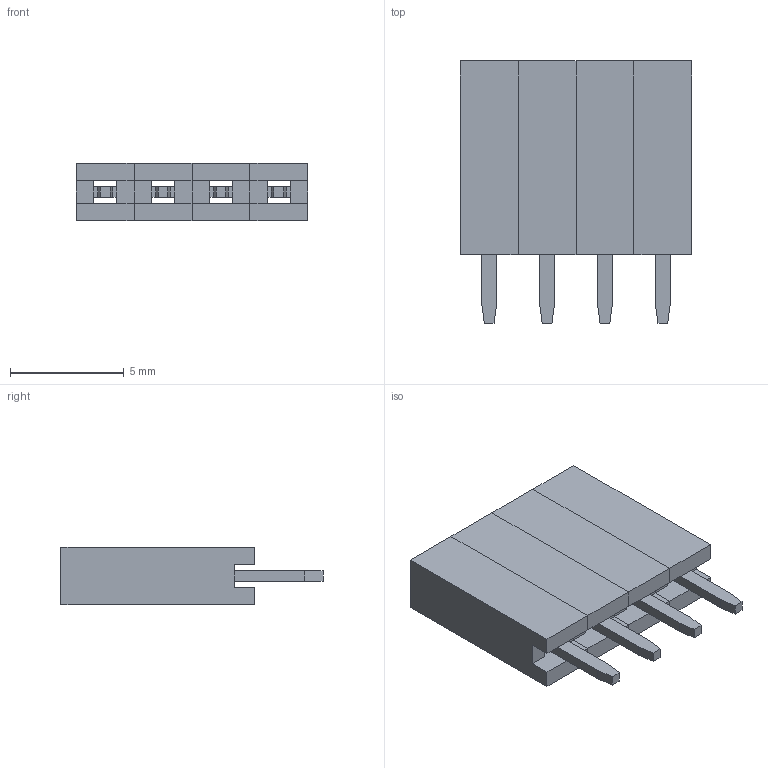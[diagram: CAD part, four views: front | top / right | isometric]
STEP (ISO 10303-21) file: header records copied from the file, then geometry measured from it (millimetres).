
FILE_DESCRIPTION (( 'STEP AP214' ), '1' );
FILE_NAME ('PBS-4.STEP', '2022-10-04T10:33:02', ( '' ), ( '' ), 'SwSTEP 2.0', 'SolidWorks 2017', '' );
FILE_SCHEMA (( 'AUTOMOTIVE_DESIGN' ));
Length unit declared in the file: millimetre
Products named in the file (2): Buchsenleiste_Standard; PBS-4
Assembly tree (4 placements, depth 2):
  PBS-4
    Buchsenleiste_Standard  x4
Bounding box: 10.16 x 11.5 x 2.54 mm (x, y, z)
Volume: 121.1 mm3; surface area: 724.9 mm2
Topology: 4 solids, 4 shells, 188 faces, 532 edges, 344 vertices
Faces by surface type: plane 164, cylinder 24
Entity records: 2110 total; most frequent: CARTESIAN_POINT 273, ORIENTED_EDGE 266, DIRECTION 253, EDGE_CURVE 133, LINE 121, VECTOR 121, VERTEX_POINT 86, AXIS2_PLACEMENT_3D 66
